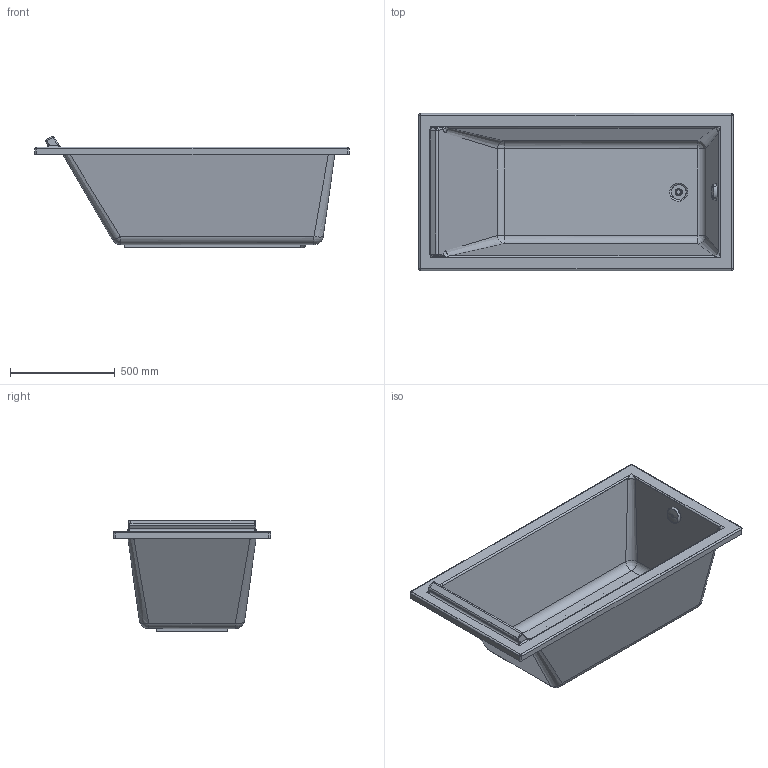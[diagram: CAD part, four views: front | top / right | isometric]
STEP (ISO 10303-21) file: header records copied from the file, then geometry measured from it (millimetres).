
FILE_DESCRIPTION((''),'2;1');
FILE_NAME('700332.stp','2013-06-28T08:47:56',('Administrator'),(''),'Autodesk Inventor 2011','Autodesk Inventor 2011','');
FILE_SCHEMA(('CONFIG_CONTROL_DESIGN'));
Length unit declared in the file: millimetre
Products named in the file (4): 700332; Stopfen; Verschluss_Ueberlauf
Assembly tree (3 placements, depth 2):
  700332
    700332
    Stopfen
    Verschluss_Ueberlauf
Bounding box: 1500 x 750 x 532.07 mm (x, y, z)
Volume: 16356449.8 mm3; surface area: 5610300.5 mm2
Topology: 4 solids, 4 shells, 313 faces, 802 edges, 473 vertices
Faces by surface type: plane 128, cylinder 101, bspline 60, sphere 13, torus 6, cone 5
Full cylindrical faces by diameter (mm): 9.2 x1, 13 x1, 14.5 x1, 24 x1, 29.2 x1, 32 x2, 52 x2, 72 x1
Entity records: 35675 total; most frequent: CARTESIAN_POINT 28121, ORIENTED_EDGE 1506, DIRECTION 1431, EDGE_CURVE 753, AXIS2_PLACEMENT_3D 532, VERTEX_POINT 459, VECTOR 367, LINE 367
